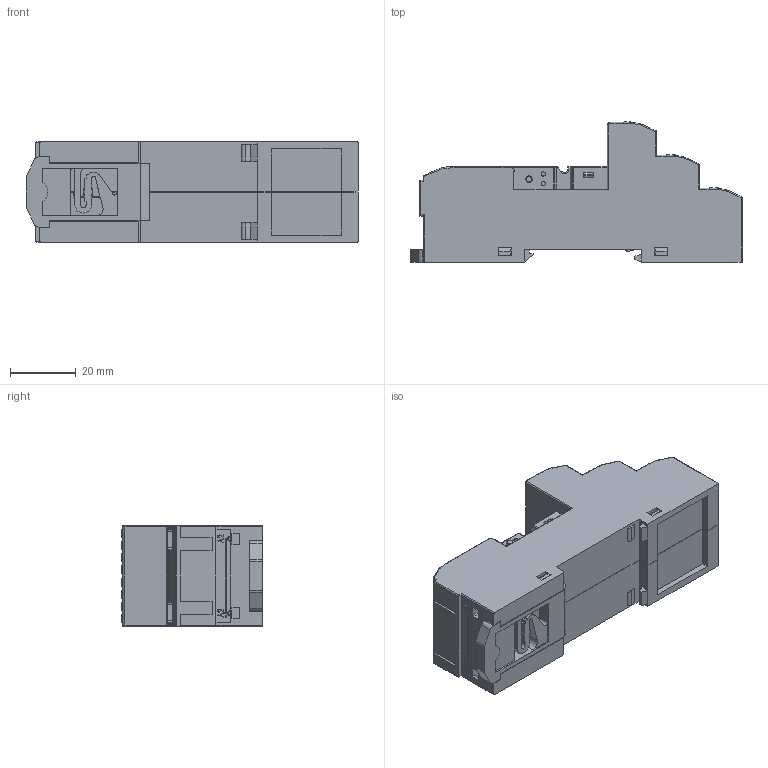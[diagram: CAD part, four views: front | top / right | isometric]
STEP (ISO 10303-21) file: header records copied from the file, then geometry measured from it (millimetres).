
FILE_DESCRIPTION(/* description */ (''),/* implementation_level */ '2;1');
FILE_NAME(/* name */ 'aaaa.stp',/* time_stamp */ '2020-10-16T14:16:11+02:00',/* author */ ('Saletta UTP'),/* organization */ (''),/* preprocessor_version */ 'ST-DEVELOPER v16.1',/* originating_system */ 'Autodesk Inventor 2016',/* authorisation */ '');
FILE_SCHEMA (('AUTOMOTIVE_DESIGN { 1 0 10303 214 3 1 1 }'));
Products named in the file (4): 1; 2; 3; rxze14p
Assembly tree (3 placements, depth 2):
  rxze14p
    1
    2
    3
Bounding box: 100.9 x 42.68 x 30.6 mm (x, y, z)
Volume: 79208.2 mm3; surface area: 22065.5 mm2
Topology: 3 solids, 9 shells, 2738 faces, 8015 edges, 5215 vertices
Faces by surface type: plane 1929, cylinder 634, bspline 68, cone 61, torus 26, sphere 20
Full cylindrical faces by diameter (mm): 1.3 x4, 2 x2, 2.1 x13, 2.2 x1, 3.8 x1, 4.2 x1
Entity records: 95646 total; most frequent: CARTESIAN_POINT 23003, ORIENTED_EDGE 15936, DIRECTION 14256, EDGE_CURVE 7968, LINE 6024, VECTOR 6024, VERTEX_POINT 5214, AXIS2_PLACEMENT_3D 4116
